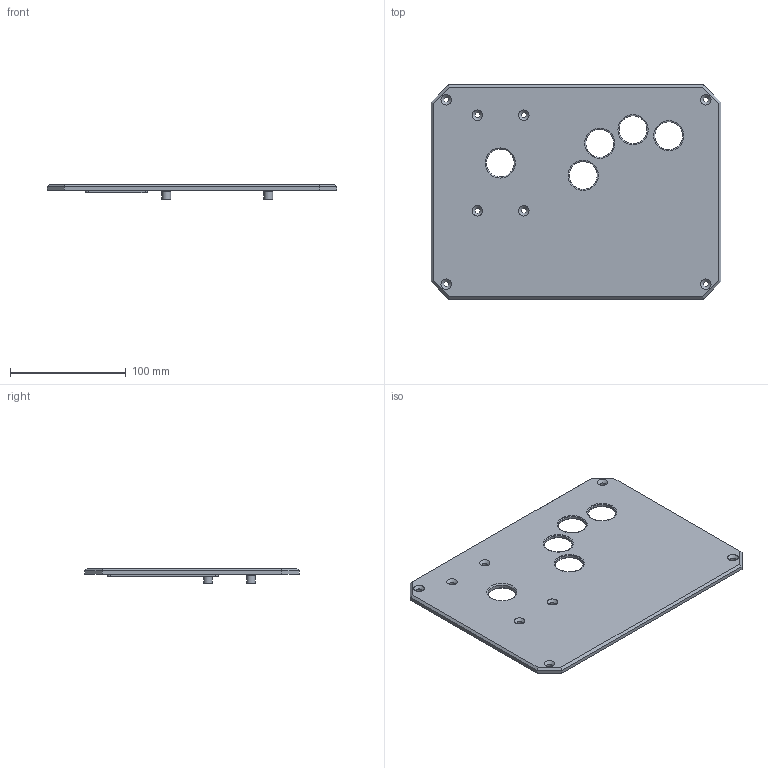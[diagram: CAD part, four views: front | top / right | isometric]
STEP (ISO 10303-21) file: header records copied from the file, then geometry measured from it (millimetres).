
FILE_DESCRIPTION(/* description */ (''),/* implementation_level */ '2;1');
FILE_NAME(/* name */ 'OSM-Mini - Top Plate.step',/* time_stamp */ '2024-06-09T10:06:52-04:00',/* author */ (''),/* organization */ (''),/* preprocessor_version */ 'ST-DEVELOPER v20',/* originating_system */ 'Autodesk Translation Framework v13.14.0.145',/* authorisation */ '');
FILE_SCHEMA (('AUTOMOTIVE_DESIGN { 1 0 10303 214 3 1 1 }'));
Length unit declared in the file: millimetre
Products named in the file (1): Neogeo
Bounding box: 250 x 185 x 13 mm (x, y, z)
Volume: 218854.9 mm3; surface area: 94110.1 mm2
Topology: 1 solids, 1 shells, 119 faces, 273 edges, 168 vertices
Faces by surface type: plane 46, cone 41, cylinder 32
Full cylindrical faces by diameter (mm): 3.05 x4, 4.5 x8, 7.5 x4, 24 x1, 24.05 x4, 45 x1
Entity records: 3429 total; most frequent: DIRECTION 625, CARTESIAN_POINT 579, ORIENTED_EDGE 546, EDGE_CURVE 273, AXIS2_PLACEMENT_3D 238, VERTEX_POINT 168, EDGE_LOOP 157, LINE 149
